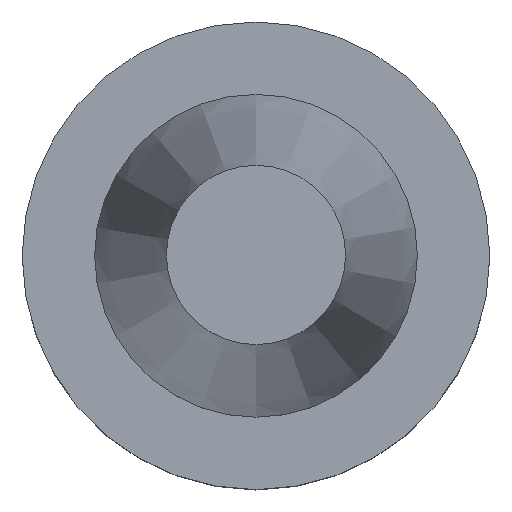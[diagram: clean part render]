
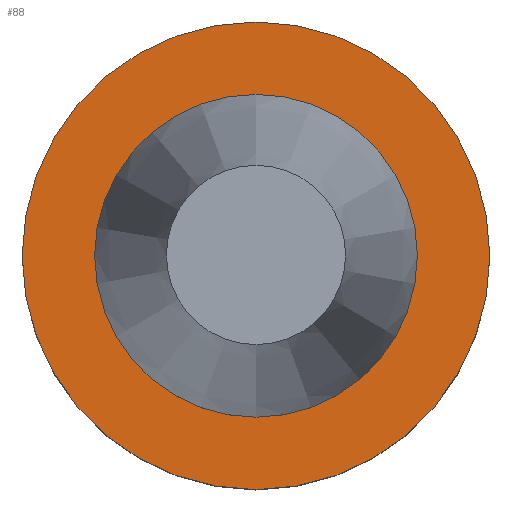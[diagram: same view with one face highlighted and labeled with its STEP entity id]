
A CAD part, top view. The second image highlights one B-rep face of the part: STEP entity #88.
In plain terms, the highlighted planar face has unit normal (0, 0, 1).
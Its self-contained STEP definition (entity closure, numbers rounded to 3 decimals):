
#88=ADVANCED_FACE('',(#129,#130),#131,.T.);
#129=FACE_BOUND('',#175,.T.);
#130=FACE_OUTER_BOUND('',#176,.T.);
#131=PLANE('',#177);
#175=EDGE_LOOP('',(#247));
#176=EDGE_LOOP('',(#248));
#177=AXIS2_PLACEMENT_3D('',#249,#250,#251);
#247=ORIENTED_EDGE('',*,*,#275,.F.);
#248=ORIENTED_EDGE('',*,*,#274,.T.);
#249=CARTESIAN_POINT('',(0.,19.438,-1.));
#250=DIRECTION('',(0.,0.,1.0));
#251=DIRECTION('',(0.,1.0,0.));
#274=EDGE_CURVE('',#301,#301,#302,.T.);
#275=EDGE_CURVE('',#303,#303,#304,.T.);
#301=VERTEX_POINT('',#331);
#302=CIRCLE('',#332,23.0);
#303=VERTEX_POINT('',#333);
#304=CIRCLE('',#334,15.875);
#331=CARTESIAN_POINT('',(0.,23.0,-1.));
#332=AXIS2_PLACEMENT_3D('',#373,#374,#375);
#333=CARTESIAN_POINT('',(0.,15.875,-1.));
#334=AXIS2_PLACEMENT_3D('',#376,#377,#378);
#373=CARTESIAN_POINT('',(0.,0.,-1.0));
#374=DIRECTION('',(0.,0.,1.0));
#375=DIRECTION('',(0.,1.0,0.));
#376=CARTESIAN_POINT('',(0.,0.,-1.0));
#377=DIRECTION('',(0.,0.,1.0));
#378=DIRECTION('',(0.,1.0,0.));
